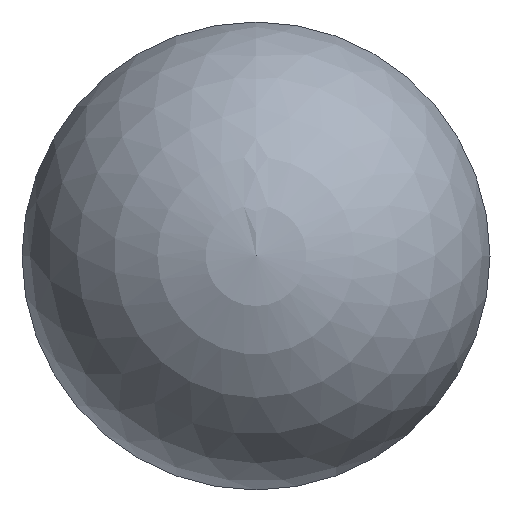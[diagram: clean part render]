
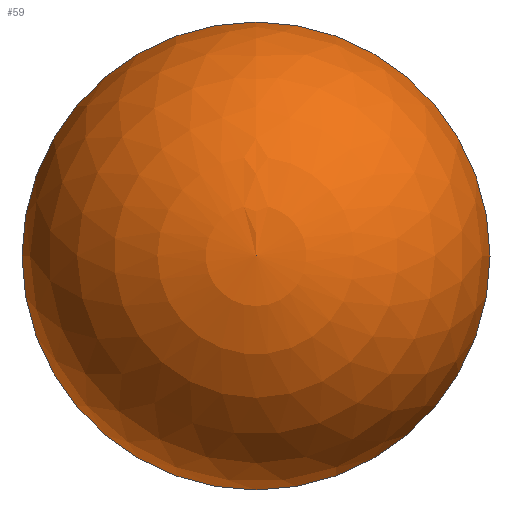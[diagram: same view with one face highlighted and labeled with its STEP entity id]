
A CAD part, top view. The second image highlights one B-rep face of the part: STEP entity #59.
In plain terms, the highlighted spherical face has radius 11 mm.
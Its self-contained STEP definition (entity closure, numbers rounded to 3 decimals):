
#59 = ADVANCED_FACE( '', ( #127 ), #128, .T. );
#127 = FACE_OUTER_BOUND( '', #200, .T. );
#128 = SPHERICAL_SURFACE( '', #201, 11. );
#200 = EDGE_LOOP( '', ( #285 ) );
#201 = AXIS2_PLACEMENT_3D( '', #286, #287, #288 );
#285 = ORIENTED_EDGE( '', *, *, #337, .T. );
#286 = CARTESIAN_POINT( '', ( 0., 0., 29. ) );
#287 = DIRECTION( '', ( 0., 0., 1. ) );
#288 = DIRECTION( '', ( 0., 1., 0. ) );
#337 = EDGE_CURVE( '', #374, #374, #375, .T. );
#374 = VERTEX_POINT( '', #421 );
#375 = CIRCLE( '', #422, 10.986 );
#421 = CARTESIAN_POINT( '', ( 10.986, 0., 29.546 ) );
#422 = AXIS2_PLACEMENT_3D( '', #469, #470, #471 );
#469 = CARTESIAN_POINT( '', ( 0., 0., 29.546 ) );
#470 = DIRECTION( '', ( 0., 0., 1. ) );
#471 = DIRECTION( '', ( 1., 0., 0. ) );
